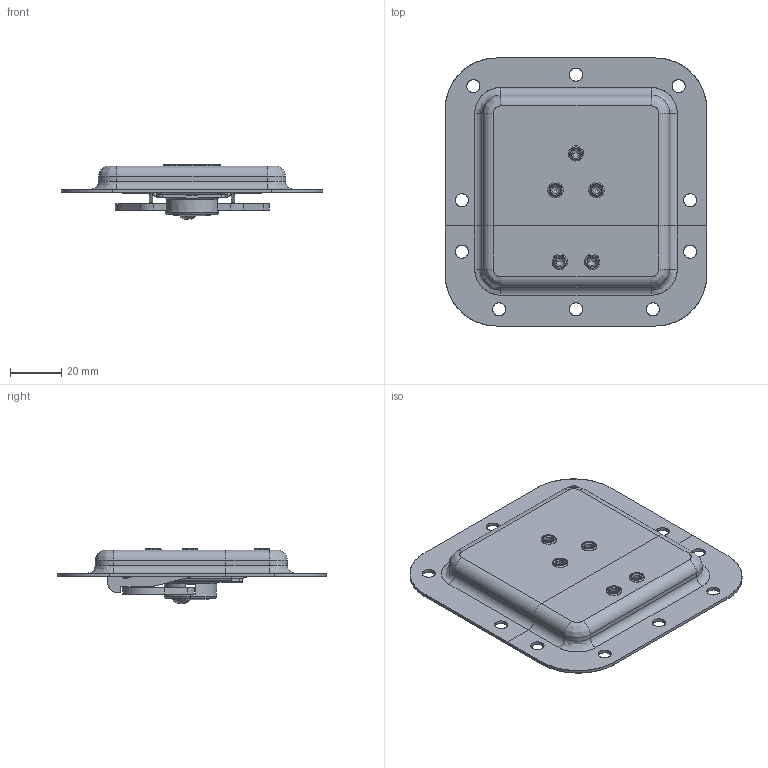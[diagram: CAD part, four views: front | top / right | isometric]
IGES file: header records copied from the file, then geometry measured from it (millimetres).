
Start section: SolidWorks IGES file using analytic representation for surfaces
Global section: file name: 17295.IGS; native system: SolidWorks 2010; preprocessor: SolidWorks 2010; author: martinb; date: 091209.154801; units: millimetre
Bounding box: 102 x 104.5 x 21.6 mm (x, y, z)
Surface area: 36374.9 mm2 (no closed solid volume)
Topology: 0 solids, 0 shells, 330 faces, 4603 edges, 4587 vertices
Faces by surface type: revolution 178, bspline 152
